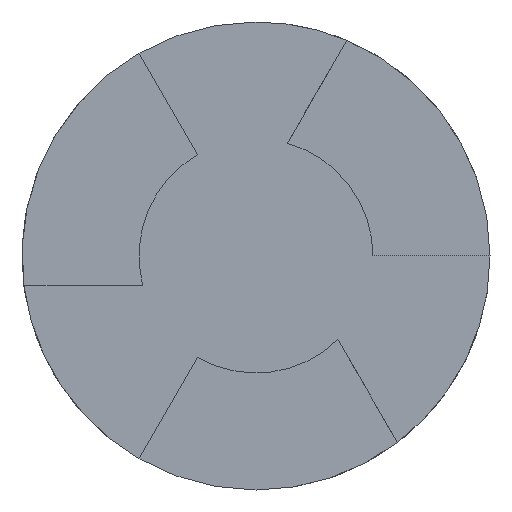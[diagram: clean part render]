
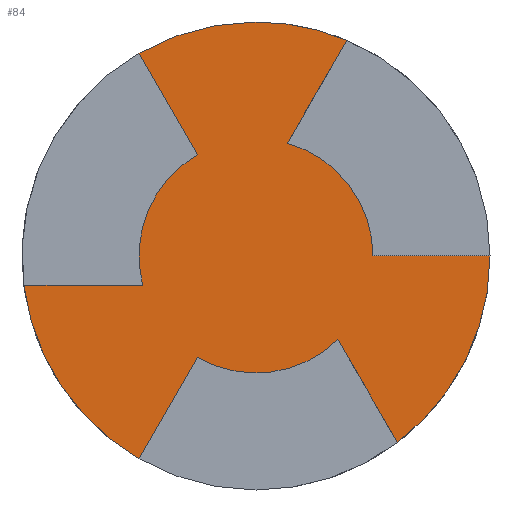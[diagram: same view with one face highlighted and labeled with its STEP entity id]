
A CAD part, front view. The second image highlights one B-rep face of the part: STEP entity #84.
In plain terms, the highlighted planar face has unit normal (0, -1, 0).
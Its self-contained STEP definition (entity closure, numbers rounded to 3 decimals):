
#5 = VECTOR ( 'NONE', #777, 1000. ) ;
#7 = EDGE_CURVE ( 'NONE', #486, #99, #577, .T. ) ;
#17 = DIRECTION ( 'NONE',  ( 0., 0., 1. ) ) ;
#20 = EDGE_CURVE ( 'NONE', #733, #717, #328, .T. ) ;
#38 = CARTESIAN_POINT ( 'NONE',  ( 0., -100., 0. ) ) ;
#41 = DIRECTION ( 'NONE',  ( 1., 0., 0. ) ) ;
#45 = CARTESIAN_POINT ( 'NONE',  ( 0., -100., -25. ) ) ;
#48 = CIRCLE ( 'NONE', #153, 200. ) ;
#49 = EDGE_CURVE ( 'NONE', #717, #648, #638, .T. ) ;
#61 = CARTESIAN_POINT ( 'NONE',  ( 0., -100., 0. ) ) ;
#71 = PLANE ( 'NONE',  #660 ) ;
#84 = ADVANCED_FACE ( 'NONE', ( #516 ), #71, .F. ) ;
#99 = VERTEX_POINT ( 'NONE', #574 ) ;
#100 = CARTESIAN_POINT ( 'NONE',  ( 26.762, -100., 96.353 ) ) ;
#102 = CARTESIAN_POINT ( 'NONE',  ( 0., -100., 0. ) ) ;
#106 = ORIENTED_EDGE ( 'NONE', *, *, #49, .F. ) ;
#110 = ORIENTED_EDGE ( 'NONE', *, *, #352, .F. ) ;
#115 = ORIENTED_EDGE ( 'NONE', *, *, #518, .T. ) ;
#120 = DIRECTION ( 'NONE',  ( 0., 0., 1. ) ) ;
#124 = ORIENTED_EDGE ( 'NONE', *, *, #472, .F. ) ;
#149 = CARTESIAN_POINT ( 'NONE',  ( 0., -100., 0. ) ) ;
#150 = AXIS2_PLACEMENT_3D ( 'NONE', #102, #417, #120 ) ;
#153 = AXIS2_PLACEMENT_3D ( 'NONE', #629, #327, #17 ) ;
#154 = EDGE_CURVE ( 'NONE', #681, #494, #48, .T. ) ;
#155 = LINE ( 'NONE', #678, #690 ) ;
#156 = EDGE_LOOP ( 'NONE', ( #110, #124, #491, #425, #751, #471, #358, #106, #543, #115, #447, #247, #478 ) ) ;
#165 = DIRECTION ( 'NONE',  ( 0., 1., 0. ) ) ;
#170 = AXIS2_PLACEMENT_3D ( 'NONE', #449, #760, #266 ) ;
#176 = CARTESIAN_POINT ( 'NONE',  ( 120.866, -100., -159.347 ) ) ;
#177 = VERTEX_POINT ( 'NONE', #699 ) ;
#193 = DIRECTION ( 'NONE',  ( -0.5, 0., 0.866 ) ) ;
#215 = CARTESIAN_POINT ( 'NONE',  ( -100., -100., -173.205 ) ) ;
#245 = EDGE_CURVE ( 'NONE', #648, #486, #355, .T. ) ;
#247 = ORIENTED_EDGE ( 'NONE', *, *, #646, .F. ) ;
#256 = VERTEX_POINT ( 'NONE', #640 ) ;
#266 = DIRECTION ( 'NONE',  ( 0., 0., 1. ) ) ;
#291 = VERTEX_POINT ( 'NONE', #401 ) ;
#292 = DIRECTION ( 'NONE',  ( -0.5, 0., 0.866 ) ) ;
#306 = CARTESIAN_POINT ( 'NONE',  ( -50., -100., -86.603 ) ) ;
#310 = LINE ( 'NONE', #715, #562 ) ;
#318 = CARTESIAN_POINT ( 'NONE',  ( 0., -100., 0. ) ) ;
#326 = CIRCLE ( 'NONE', #582, 200. ) ;
#327 = DIRECTION ( 'NONE',  ( 0., 1., 0. ) ) ;
#328 = CIRCLE ( 'NONE', #170, 100. ) ;
#332 = AXIS2_PLACEMENT_3D ( 'NONE', #149, #655, #407 ) ;
#336 = AXIS2_PLACEMENT_3D ( 'NONE', #784, #644, #424 ) ;
#349 = DIRECTION ( 'NONE',  ( -0.5, 0., -0.866 ) ) ;
#352 = EDGE_CURVE ( 'NONE', #679, #177, #652, .T. ) ;
#355 = CIRCLE ( 'NONE', #676, 200. ) ;
#356 = LINE ( 'NONE', #807, #620 ) ;
#358 = ORIENTED_EDGE ( 'NONE', *, *, #245, .F. ) ;
#363 = DIRECTION ( 'NONE',  ( 0., 0., 1. ) ) ;
#378 = EDGE_CURVE ( 'NONE', #731, #256, #326, .T. ) ;
#380 = DIRECTION ( 'NONE',  ( 0., 0., 1. ) ) ;
#401 = CARTESIAN_POINT ( 'NONE',  ( -100., -100., 173.205 ) ) ;
#406 = CARTESIAN_POINT ( 'NONE',  ( 0., -100., 200. ) ) ;
#407 = DIRECTION ( 'NONE',  ( 0., 0., 1. ) ) ;
#417 = DIRECTION ( 'NONE',  ( 0., 1., 0. ) ) ;
#424 = DIRECTION ( 'NONE',  ( 0., 0., 1. ) ) ;
#425 = ORIENTED_EDGE ( 'NONE', *, *, #661, .F. ) ;
#447 = ORIENTED_EDGE ( 'NONE', *, *, #154, .F. ) ;
#449 = CARTESIAN_POINT ( 'NONE',  ( 0., -100., 0. ) ) ;
#464 = EDGE_CURVE ( 'NONE', #99, #484, #710, .T. ) ;
#471 = ORIENTED_EDGE ( 'NONE', *, *, #7, .F. ) ;
#472 = EDGE_CURVE ( 'NONE', #256, #679, #557, .T. ) ;
#473 = CARTESIAN_POINT ( 'NONE',  ( -96.825, -100., -25. ) ) ;
#478 = ORIENTED_EDGE ( 'NONE', *, *, #770, .F. ) ;
#484 = VERTEX_POINT ( 'NONE', #306 ) ;
#486 = VERTEX_POINT ( 'NONE', #176 ) ;
#491 = ORIENTED_EDGE ( 'NONE', *, *, #378, .F. ) ;
#494 = VERTEX_POINT ( 'NONE', #822 ) ;
#516 = FACE_OUTER_BOUND ( 'NONE', #156, .T. ) ;
#518 = EDGE_CURVE ( 'NONE', #733, #494, #310, .T. ) ;
#543 = ORIENTED_EDGE ( 'NONE', *, *, #20, .F. ) ;
#555 = CIRCLE ( 'NONE', #336, 200. ) ;
#557 = LINE ( 'NONE', #45, #613 ) ;
#562 = VECTOR ( 'NONE', #567, 1000. ) ;
#567 = DIRECTION ( 'NONE',  ( 0.5, 0., 0.866 ) ) ;
#573 = DIRECTION ( 'NONE',  ( 0., 1., 0. ) ) ;
#574 = CARTESIAN_POINT ( 'NONE',  ( 70.063, -100., -71.353 ) ) ;
#577 = LINE ( 'NONE', #630, #746 ) ;
#582 = AXIS2_PLACEMENT_3D ( 'NONE', #38, #165, #363 ) ;
#613 = VECTOR ( 'NONE', #41, 1000. ) ;
#620 = VECTOR ( 'NONE', #292, 1000. ) ;
#629 = CARTESIAN_POINT ( 'NONE',  ( 0., -100., 0. ) ) ;
#630 = CARTESIAN_POINT ( 'NONE',  ( 21.651, -100., 12.5 ) ) ;
#634 = CARTESIAN_POINT ( 'NONE',  ( 0., -100., 0. ) ) ;
#638 = LINE ( 'NONE', #318, #5 ) ;
#640 = CARTESIAN_POINT ( 'NONE',  ( -198.431, -100., -25. ) ) ;
#644 = DIRECTION ( 'NONE',  ( 0., 1., 0. ) ) ;
#646 = EDGE_CURVE ( 'NONE', #291, #681, #555, .T. ) ;
#648 = VERTEX_POINT ( 'NONE', #742 ) ;
#652 = CIRCLE ( 'NONE', #332, 100. ) ;
#655 = DIRECTION ( 'NONE',  ( 0., 1., 0. ) ) ;
#657 = CARTESIAN_POINT ( 'NONE',  ( 100., -100., 0. ) ) ;
#660 = AXIS2_PLACEMENT_3D ( 'NONE', #634, #708, #380 ) ;
#661 = EDGE_CURVE ( 'NONE', #484, #731, #155, .T. ) ;
#676 = AXIS2_PLACEMENT_3D ( 'NONE', #61, #573, #776 ) ;
#678 = CARTESIAN_POINT ( 'NONE',  ( 0., -100., 0. ) ) ;
#679 = VERTEX_POINT ( 'NONE', #473 ) ;
#681 = VERTEX_POINT ( 'NONE', #406 ) ;
#690 = VECTOR ( 'NONE', #349, 1000. ) ;
#699 = CARTESIAN_POINT ( 'NONE',  ( -50., -100., 86.603 ) ) ;
#708 = DIRECTION ( 'NONE',  ( 0., 1., 0. ) ) ;
#710 = CIRCLE ( 'NONE', #150, 100. ) ;
#715 = CARTESIAN_POINT ( 'NONE',  ( -21.651, -100., 12.5 ) ) ;
#717 = VERTEX_POINT ( 'NONE', #657 ) ;
#731 = VERTEX_POINT ( 'NONE', #215 ) ;
#733 = VERTEX_POINT ( 'NONE', #100 ) ;
#742 = CARTESIAN_POINT ( 'NONE',  ( 200., -100., 0. ) ) ;
#746 = VECTOR ( 'NONE', #193, 1000. ) ;
#751 = ORIENTED_EDGE ( 'NONE', *, *, #464, .F. ) ;
#760 = DIRECTION ( 'NONE',  ( 0., 1., 0. ) ) ;
#770 = EDGE_CURVE ( 'NONE', #177, #291, #356, .T. ) ;
#776 = DIRECTION ( 'NONE',  ( 0., 0., 1. ) ) ;
#777 = DIRECTION ( 'NONE',  ( 1., 0., 0. ) ) ;
#784 = CARTESIAN_POINT ( 'NONE',  ( 0., -100., 0. ) ) ;
#807 = CARTESIAN_POINT ( 'NONE',  ( 0., -100., 0. ) ) ;
#822 = CARTESIAN_POINT ( 'NONE',  ( 77.565, -100., 184.347 ) ) ;
